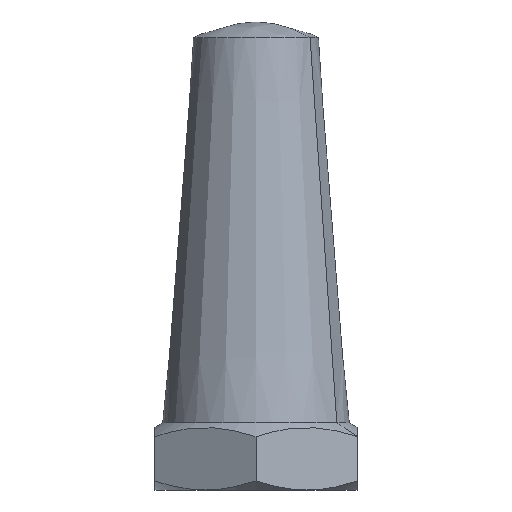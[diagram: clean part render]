
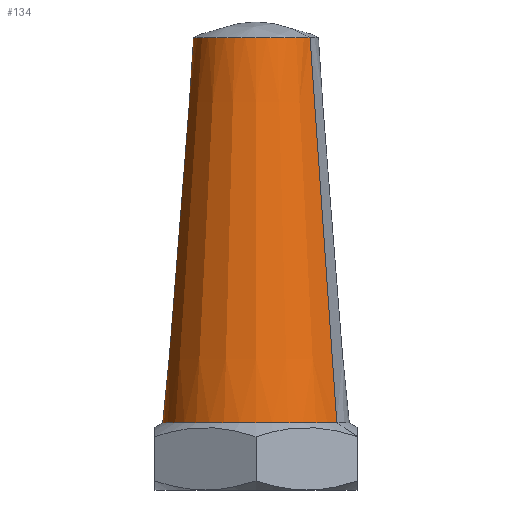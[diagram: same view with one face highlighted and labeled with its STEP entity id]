
A CAD part, front view. The second image highlights one B-rep face of the part: STEP entity #134.
In plain terms, the highlighted conical face has half-angle 4.583 degrees and reference radius 5.98 mm.
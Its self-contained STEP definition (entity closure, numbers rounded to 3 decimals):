
#35 = VERTEX_POINT ( 'NONE', #627 ) ;
#75 = CARTESIAN_POINT ( 'NONE',  ( 0., 0., 4.3 ) ) ;
#94 = EDGE_CURVE ( 'NONE', #229, #35, #724, .T. ) ;
#113 = ORIENTED_EDGE ( 'NONE', *, *, #226, .F. ) ;
#116 = CARTESIAN_POINT ( 'NONE',  ( -5.179, 2.99, 4.3 ) ) ;
#130 = ORIENTED_EDGE ( 'NONE', *, *, #94, .T. ) ;
#134 = ADVANCED_FACE ( 'NONE', ( #222 ), #694, .T. ) ;
#158 = DIRECTION ( 'NONE',  ( 0., 0., -1. ) ) ;
#170 = AXIS2_PLACEMENT_3D ( 'NONE', #745, #211, #221 ) ;
#211 = DIRECTION ( 'NONE',  ( 0., 0., -1. ) ) ;
#221 = DIRECTION ( 'NONE',  ( 0.866, -0.5, 0. ) ) ;
#222 = FACE_OUTER_BOUND ( 'NONE', #771, .T. ) ;
#226 = EDGE_CURVE ( 'NONE', #229, #721, #533, .T. ) ;
#229 = VERTEX_POINT ( 'NONE', #468 ) ;
#230 = DIRECTION ( 'NONE',  ( 0., 0., -1. ) ) ;
#256 = VERTEX_POINT ( 'NONE', #116 ) ;
#265 = CIRCLE ( 'NONE', #517, 5.98 ) ;
#298 = DIRECTION ( 'NONE',  ( 0.866, -0.5, 0. ) ) ;
#335 = DIRECTION ( 'NONE',  ( 0.866, -0.5, 0. ) ) ;
#346 = CARTESIAN_POINT ( 'NONE',  ( 5.179, -2.99, 4.3 ) ) ;
#371 = AXIS2_PLACEMENT_3D ( 'NONE', #75, #158, #335 ) ;
#410 = LINE ( 'NONE', #723, #444 ) ;
#434 = DIRECTION ( 'NONE',  ( -0.069, 0.04, -0.997 ) ) ;
#444 = VECTOR ( 'NONE', #434, 1000. ) ;
#461 = ORIENTED_EDGE ( 'NONE', *, *, #501, .T. ) ;
#468 = CARTESIAN_POINT ( 'NONE',  ( 3.464, -2., 29. ) ) ;
#469 = CARTESIAN_POINT ( 'NONE',  ( 5.179, -2.99, 4.3 ) ) ;
#470 = VECTOR ( 'NONE', #526, 1000. ) ;
#478 = CARTESIAN_POINT ( 'NONE',  ( 0., 0., 4.3 ) ) ;
#489 = ORIENTED_EDGE ( 'NONE', *, *, #697, .F. ) ;
#501 = EDGE_CURVE ( 'NONE', #35, #256, #410, .T. ) ;
#517 = AXIS2_PLACEMENT_3D ( 'NONE', #478, #230, #298 ) ;
#526 = DIRECTION ( 'NONE',  ( 0.069, -0.04, -0.997 ) ) ;
#533 = LINE ( 'NONE', #346, #470 ) ;
#627 = CARTESIAN_POINT ( 'NONE',  ( -3.464, 2., 29. ) ) ;
#694 = CONICAL_SURFACE ( 'NONE', #371, 5.98, 0.08 ) ;
#697 = EDGE_CURVE ( 'NONE', #721, #256, #265, .T. ) ;
#721 = VERTEX_POINT ( 'NONE', #469 ) ;
#723 = CARTESIAN_POINT ( 'NONE',  ( -5.179, 2.99, 4.3 ) ) ;
#724 = CIRCLE ( 'NONE', #170, 4. ) ;
#745 = CARTESIAN_POINT ( 'NONE',  ( 0., 0., 29. ) ) ;
#771 = EDGE_LOOP ( 'NONE', ( #130, #461, #489, #113 ) ) ;
